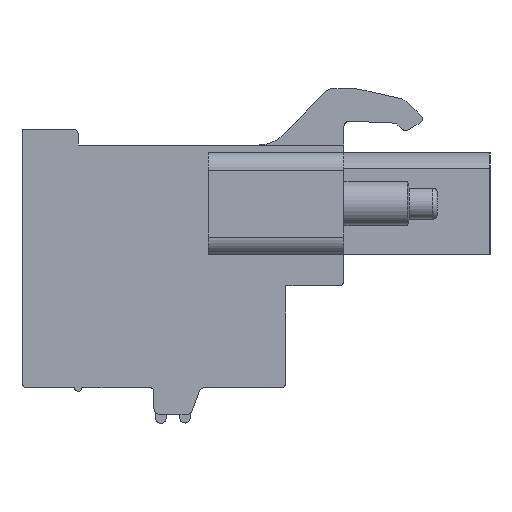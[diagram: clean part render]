
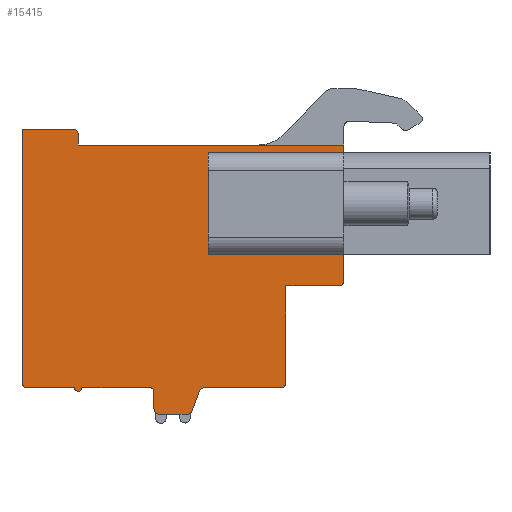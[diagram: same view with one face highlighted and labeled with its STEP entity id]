
A CAD part, left-side view. The second image highlights one B-rep face of the part: STEP entity #15415.
In plain terms, the highlighted planar face has unit normal (-1, 0, 0).
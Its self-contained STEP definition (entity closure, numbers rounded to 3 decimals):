
#2678=DIRECTION('',(0.,0.,1.));
#2679=VECTOR('',#2678,5.8);
#2680=CARTESIAN_POINT('',(-66.66,2.04,0.73));
#2681=LINE('',#2680,#2679);
#2730=DIRECTION('',(0.,0.,1.));
#2731=VECTOR('',#2730,5.8);
#2732=CARTESIAN_POINT('',(-66.66,-4.06,0.73));
#2733=LINE('',#2732,#2731);
#2734=DIRECTION('',(0.,1.,0.));
#2735=VECTOR('',#2734,6.1);
#2736=CARTESIAN_POINT('',(-66.66,-4.06,0.73));
#2737=LINE('',#2736,#2735);
#2738=DIRECTION('',(0.,1.,0.));
#2739=VECTOR('',#2738,6.1);
#2740=CARTESIAN_POINT('',(-66.66,-4.06,6.53));
#2741=LINE('',#2740,#2739);
#2742=CARTESIAN_POINT('',(-66.66,-5.36,-0.74));
#2743=DIRECTION('',(1.,0.,0.));
#2744=DIRECTION('',(0.,-1.,0.));
#2745=AXIS2_PLACEMENT_3D('',#2742,#2743,#2744);
#2747=DIRECTION('',(0.,-1.,0.));
#2748=VECTOR('',#2747,3.);
#2749=CARTESIAN_POINT('',(-66.66,-2.36,-1.04));
#2750=LINE('',#2749,#2748);
#2751=CARTESIAN_POINT('',(-66.66,-2.06,-6.54));
#2752=DIRECTION('',(1.,0.,0.));
#2753=DIRECTION('',(0.,-1.,0.));
#2754=AXIS2_PLACEMENT_3D('',#2751,#2752,#2753);
#2756=DIRECTION('',(0.,1.,0.));
#2757=VECTOR('',#2756,4.34);
#2758=CARTESIAN_POINT('',(-66.66,-2.06,-6.84));
#2759=LINE('',#2758,#2757);
#2760=CARTESIAN_POINT('',(-66.66,2.28,-7.14));
#2761=DIRECTION('',(-1.,0.,0.));
#2762=DIRECTION('',(0.,0.,1.));
#2763=AXIS2_PLACEMENT_3D('',#2760,#2761,#2762);
#2765=DIRECTION('',(0.,0.345,-0.939));
#2766=VECTOR('',#2765,1.179);
#2767=CARTESIAN_POINT('',(-66.66,2.562,-7.037));
#2768=LINE('',#2767,#2766);
#2769=CARTESIAN_POINT('',(-66.66,3.25,-8.04));
#2770=DIRECTION('',(1.,0.,0.));
#2771=DIRECTION('',(0.,-0.939,-0.345));
#2772=AXIS2_PLACEMENT_3D('',#2769,#2770,#2771);
#2774=DIRECTION('',(0.,1.,0.));
#2775=VECTOR('',#2774,1.59);
#2776=CARTESIAN_POINT('',(-66.66,3.25,-8.34));
#2777=LINE('',#2776,#2775);
#2778=CARTESIAN_POINT('',(-66.66,4.84,-8.04));
#2779=DIRECTION('',(1.,0.,0.));
#2780=DIRECTION('',(0.,0.,-1.));
#2781=AXIS2_PLACEMENT_3D('',#2778,#2779,#2780);
#2783=DIRECTION('',(0.,0.,1.));
#2784=VECTOR('',#2783,1.);
#2785=CARTESIAN_POINT('',(-66.66,5.14,-8.04));
#2786=LINE('',#2785,#2784);
#2787=CARTESIAN_POINT('',(-66.66,5.34,-7.04));
#2788=DIRECTION('',(-1.,0.,0.));
#2789=DIRECTION('',(0.,-1.,0.));
#2790=AXIS2_PLACEMENT_3D('',#2787,#2788,#2789);
#2792=DIRECTION('',(0.,1.,0.));
#2793=VECTOR('',#2792,3.9);
#2794=CARTESIAN_POINT('',(-66.66,5.34,-6.84));
#2795=LINE('',#2794,#2793);
#2796=CARTESIAN_POINT('',(-66.66,9.44,-6.84));
#2797=DIRECTION('',(1.,0.,0.));
#2798=DIRECTION('',(0.,-1.,0.));
#2799=AXIS2_PLACEMENT_3D('',#2796,#2797,#2798);
#2801=DIRECTION('',(0.,1.,0.));
#2802=VECTOR('',#2801,2.7);
#2803=CARTESIAN_POINT('',(-66.66,9.64,-6.84));
#2804=LINE('',#2803,#2802);
#2805=CARTESIAN_POINT('',(-66.66,12.34,-6.54));
#2806=DIRECTION('',(1.,0.,0.));
#2807=DIRECTION('',(0.,0.,-1.));
#2808=AXIS2_PLACEMENT_3D('',#2805,#2806,#2807);
#2810=DIRECTION('',(0.,0.,1.));
#2811=VECTOR('',#2810,14.4);
#2812=CARTESIAN_POINT('',(-66.66,12.64,-6.54));
#2813=LINE('',#2812,#2811);
#2814=DIRECTION('',(0.,-1.,0.));
#2815=VECTOR('',#2814,2.9);
#2816=CARTESIAN_POINT('',(-66.66,12.64,7.86));
#2817=LINE('',#2816,#2815);
#2818=CARTESIAN_POINT('',(-66.66,9.74,7.56));
#2819=DIRECTION('',(1.,0.,0.));
#2820=DIRECTION('',(0.,0.,1.));
#2821=AXIS2_PLACEMENT_3D('',#2818,#2819,#2820);
#2823=DIRECTION('',(0.,0.,-1.));
#2824=VECTOR('',#2823,0.6);
#2825=CARTESIAN_POINT('',(-66.66,9.44,7.56));
#2826=LINE('',#2825,#2824);
#2827=DIRECTION('',(0.,-1.,0.));
#2828=VECTOR('',#2827,15.1);
#2829=CARTESIAN_POINT('',(-66.66,9.44,6.96));
#2830=LINE('',#2829,#2828);
#2831=DIRECTION('',(0.,0.,-1.));
#2832=VECTOR('',#2831,7.7);
#2833=CARTESIAN_POINT('',(-66.66,-5.66,6.96));
#2834=LINE('',#2833,#2832);
#2847=DIRECTION('',(0.,0.,1.));
#2848=VECTOR('',#2847,5.5);
#2849=CARTESIAN_POINT('',(-66.66,-2.36,-6.54));
#2850=LINE('',#2849,#2848);
#8811=CARTESIAN_POINT('',(-66.66,9.44,6.96));
#8812=CARTESIAN_POINT('',(-66.66,-5.66,6.96));
#8813=VERTEX_POINT('',#8811);
#8814=VERTEX_POINT('',#8812);
#8815=CARTESIAN_POINT('',(-66.66,-2.36,-6.54));
#8816=CARTESIAN_POINT('',(-66.66,-2.06,-6.84));
#8817=VERTEX_POINT('',#8815);
#8818=VERTEX_POINT('',#8816);
#8819=CARTESIAN_POINT('',(-66.66,2.28,-6.84));
#8820=VERTEX_POINT('',#8819);
#8821=CARTESIAN_POINT('',(-66.66,2.562,-7.037));
#8822=VERTEX_POINT('',#8821);
#8823=CARTESIAN_POINT('',(-66.66,2.968,-8.143));
#8824=VERTEX_POINT('',#8823);
#8825=CARTESIAN_POINT('',(-66.66,3.25,-8.34));
#8826=VERTEX_POINT('',#8825);
#8827=CARTESIAN_POINT('',(-66.66,4.84,-8.34));
#8828=VERTEX_POINT('',#8827);
#8829=CARTESIAN_POINT('',(-66.66,5.14,-8.04));
#8830=VERTEX_POINT('',#8829);
#8831=CARTESIAN_POINT('',(-66.66,5.14,-7.04));
#8832=VERTEX_POINT('',#8831);
#8833=CARTESIAN_POINT('',(-66.66,5.34,-6.84));
#8834=VERTEX_POINT('',#8833);
#8835=CARTESIAN_POINT('',(-66.66,9.24,-6.84));
#8836=VERTEX_POINT('',#8835);
#8837=CARTESIAN_POINT('',(-66.66,9.64,-6.84));
#8838=VERTEX_POINT('',#8837);
#8839=CARTESIAN_POINT('',(-66.66,12.34,-6.84));
#8840=VERTEX_POINT('',#8839);
#8841=CARTESIAN_POINT('',(-66.66,12.64,-6.54));
#8842=VERTEX_POINT('',#8841);
#8843=CARTESIAN_POINT('',(-66.66,12.64,7.86));
#8844=VERTEX_POINT('',#8843);
#8845=CARTESIAN_POINT('',(-66.66,9.74,7.86));
#8846=VERTEX_POINT('',#8845);
#8847=CARTESIAN_POINT('',(-66.66,9.44,7.56));
#8848=VERTEX_POINT('',#8847);
#11221=CARTESIAN_POINT('',(-66.66,2.04,0.73));
#11222=CARTESIAN_POINT('',(-66.66,2.04,6.53));
#11223=VERTEX_POINT('',#11221);
#11224=VERTEX_POINT('',#11222);
#11257=CARTESIAN_POINT('',(-66.66,-4.06,0.73));
#11258=CARTESIAN_POINT('',(-66.66,-4.06,6.53));
#11259=VERTEX_POINT('',#11257);
#11260=VERTEX_POINT('',#11258);
#11503=CARTESIAN_POINT('',(-66.66,-5.66,-0.74));
#11504=VERTEX_POINT('',#11503);
#11505=CARTESIAN_POINT('',(-66.66,-2.36,-1.04));
#11506=VERTEX_POINT('',#11505);
#11507=CARTESIAN_POINT('',(-66.66,-5.36,-1.04));
#11508=VERTEX_POINT('',#11507);
#15359=CARTESIAN_POINT('',(-66.66,0.,0.));
#15360=DIRECTION('',(1.,0.,0.));
#15361=DIRECTION('',(0.,-1.,0.));
#15362=AXIS2_PLACEMENT_3D('',#15359,#15360,#15361);
#15363=PLANE('',#15362);
#15365=ORIENTED_EDGE('',*,*,#15364,.T.);
#15367=ORIENTED_EDGE('',*,*,#15366,.F.);
#15369=ORIENTED_EDGE('',*,*,#15368,.F.);
#15371=ORIENTED_EDGE('',*,*,#15370,.T.);
#15373=ORIENTED_EDGE('',*,*,#15372,.T.);
#15375=ORIENTED_EDGE('',*,*,#15374,.T.);
#15377=ORIENTED_EDGE('',*,*,#15376,.T.);
#15379=ORIENTED_EDGE('',*,*,#15378,.T.);
#15381=ORIENTED_EDGE('',*,*,#15380,.T.);
#15383=ORIENTED_EDGE('',*,*,#15382,.T.);
#15385=ORIENTED_EDGE('',*,*,#15384,.T.);
#15387=ORIENTED_EDGE('',*,*,#15386,.T.);
#15389=ORIENTED_EDGE('',*,*,#15388,.T.);
#15391=ORIENTED_EDGE('',*,*,#15390,.T.);
#15393=ORIENTED_EDGE('',*,*,#15392,.T.);
#15395=ORIENTED_EDGE('',*,*,#15394,.T.);
#15397=ORIENTED_EDGE('',*,*,#15396,.T.);
#15399=ORIENTED_EDGE('',*,*,#15398,.T.);
#15401=ORIENTED_EDGE('',*,*,#15400,.T.);
#15403=ORIENTED_EDGE('',*,*,#15402,.T.);
#15405=ORIENTED_EDGE('',*,*,#15404,.T.);
#15406=ORIENTED_EDGE('',*,*,#11702,.T.);
#15407=EDGE_LOOP('',(#15365,#15367,#15369,#15371,#15373,#15375,#15377,#15379,
#15381,#15383,#15385,#15387,#15389,#15391,#15393,#15395,#15397,#15399,#15401,
#15403,#15405,#15406));
#15408=FACE_OUTER_BOUND('',#15407,.F.);
#15409=ORIENTED_EDGE('',*,*,#15325,.F.);
#15410=ORIENTED_EDGE('',*,*,#15351,.T.);
#15411=ORIENTED_EDGE('',*,*,#15254,.T.);
#15412=ORIENTED_EDGE('',*,*,#15286,.F.);
#15413=EDGE_LOOP('',(#15409,#15410,#15411,#15412));
#15414=FACE_BOUND('',#15413,.F.);
#15415=ADVANCED_FACE('',(#15408,#15414),#15363,.F.);
#2746=CIRCLE('',#2745,0.3);
#2755=CIRCLE('',#2754,0.3);
#2764=CIRCLE('',#2763,0.3);
#2773=CIRCLE('',#2772,0.3);
#2782=CIRCLE('',#2781,0.3);
#2791=CIRCLE('',#2790,0.2);
#2800=CIRCLE('',#2799,0.2);
#2809=CIRCLE('',#2808,0.3);
#2822=CIRCLE('',#2821,0.3);
#11702=EDGE_CURVE('',#8814,#11504,#2834,.T.);
#15254=EDGE_CURVE('',#11260,#11224,#2741,.T.);
#15286=EDGE_CURVE('',#11223,#11224,#2681,.T.);
#15325=EDGE_CURVE('',#11259,#11223,#2737,.T.);
#15351=EDGE_CURVE('',#11259,#11260,#2733,.T.);
#15364=EDGE_CURVE('',#11504,#11508,#2746,.T.);
#15366=EDGE_CURVE('',#11506,#11508,#2750,.T.);
#15368=EDGE_CURVE('',#8817,#11506,#2850,.T.);
#15370=EDGE_CURVE('',#8817,#8818,#2755,.T.);
#15372=EDGE_CURVE('',#8818,#8820,#2759,.T.);
#15374=EDGE_CURVE('',#8820,#8822,#2764,.T.);
#15376=EDGE_CURVE('',#8822,#8824,#2768,.T.);
#15378=EDGE_CURVE('',#8824,#8826,#2773,.T.);
#15380=EDGE_CURVE('',#8826,#8828,#2777,.T.);
#15382=EDGE_CURVE('',#8828,#8830,#2782,.T.);
#15384=EDGE_CURVE('',#8830,#8832,#2786,.T.);
#15386=EDGE_CURVE('',#8832,#8834,#2791,.T.);
#15388=EDGE_CURVE('',#8834,#8836,#2795,.T.);
#15390=EDGE_CURVE('',#8836,#8838,#2800,.T.);
#15392=EDGE_CURVE('',#8838,#8840,#2804,.T.);
#15394=EDGE_CURVE('',#8840,#8842,#2809,.T.);
#15396=EDGE_CURVE('',#8842,#8844,#2813,.T.);
#15398=EDGE_CURVE('',#8844,#8846,#2817,.T.);
#15400=EDGE_CURVE('',#8846,#8848,#2822,.T.);
#15402=EDGE_CURVE('',#8848,#8813,#2826,.T.);
#15404=EDGE_CURVE('',#8813,#8814,#2830,.T.);
